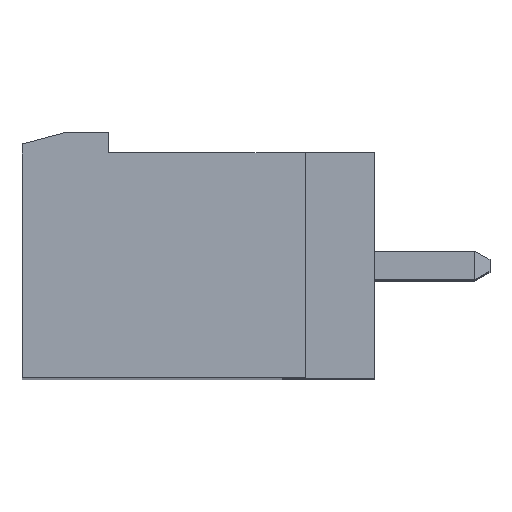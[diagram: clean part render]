
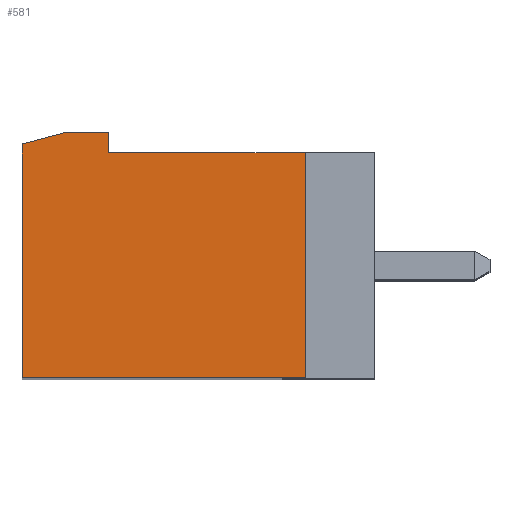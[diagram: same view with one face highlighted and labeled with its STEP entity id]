
A CAD part, top view. The second image highlights one B-rep face of the part: STEP entity #581.
In plain terms, the highlighted planar face has unit normal (0, 0, 1).
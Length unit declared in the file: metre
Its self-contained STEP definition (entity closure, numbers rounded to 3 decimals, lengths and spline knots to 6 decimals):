
#581=ADVANCED_FACE('',(#1251),#1252,.F.);
#1251=FACE_OUTER_BOUND('',#2011,.T.);
#1252=PLANE('',#2012);
#2011=EDGE_LOOP('',(#3597,#3598,#3599,#3600,#3601,#3602,#3603));
#2012=AXIS2_PLACEMENT_3D('',#3604,#3605,#3606);
#3597=ORIENTED_EDGE('',*,*,#5108,.F.);
#3598=ORIENTED_EDGE('',*,*,#4699,.F.);
#3599=ORIENTED_EDGE('',*,*,#5114,.F.);
#3600=ORIENTED_EDGE('',*,*,#5115,.F.);
#3601=ORIENTED_EDGE('',*,*,#5116,.F.);
#3602=ORIENTED_EDGE('',*,*,#4955,.F.);
#3603=ORIENTED_EDGE('',*,*,#4892,.F.);
#3604=CARTESIAN_POINT('',(0.197225,0.12481,0.04672));
#3605=DIRECTION('',(0.0,0.0,-1.0));
#3606=DIRECTION('',(0.0,-1.0,0.0));
#4699=EDGE_CURVE('',#5722,#5717,#5724,.T.);
#4892=EDGE_CURVE('',#6018,#6020,#6021,.T.);
#4955=EDGE_CURVE('',#6020,#6109,#6110,.T.);
#5108=EDGE_CURVE('',#5717,#6018,#6304,.T.);
#5114=EDGE_CURVE('',#6311,#5722,#6312,.T.);
#5115=EDGE_CURVE('',#6313,#6311,#6314,.T.);
#5116=EDGE_CURVE('',#6109,#6313,#6315,.T.);
#5717=VERTEX_POINT('',#7138);
#5722=VERTEX_POINT('',#7145);
#5724=LINE('',#7148,#7149);
#6018=VERTEX_POINT('',#7589);
#6020=VERTEX_POINT('',#7592);
#6021=LINE('',#7593,#7594);
#6109=VERTEX_POINT('',#7728);
#6110=LINE('',#7729,#7730);
#6304=LINE('',#8027,#8028);
#6311=VERTEX_POINT('',#8038);
#6312=LINE('',#8039,#8040);
#6313=VERTEX_POINT('',#8041);
#6314=LINE('',#8042,#8043);
#6315=LINE('',#8044,#8045);
#7138=CARTESIAN_POINT('',(0.197425,0.12471,0.04672));
#7145=CARTESIAN_POINT('',(0.195918,0.12471,0.04672));
#7148=CARTESIAN_POINT('',(0.197425,0.12471,0.04672));
#7149=VECTOR('',#8578,1.0);
#7589=CARTESIAN_POINT('',(0.197425,0.12401,0.04672));
#7592=CARTESIAN_POINT('',(0.204225,0.12401,0.04672));
#7593=CARTESIAN_POINT('',(0.204025,0.12401,0.04672));
#7594=VECTOR('',#8738,1.0);
#7728=CARTESIAN_POINT('',(0.204225,0.11621,0.04672));
#7729=CARTESIAN_POINT('',(0.204225,0.11621,0.04672));
#7730=VECTOR('',#8785,1.0);
#8027=CARTESIAN_POINT('',(0.197425,0.12431,0.04672));
#8028=VECTOR('',#8892,1.0);
#8038=CARTESIAN_POINT('',(0.194425,0.12431,0.04672));
#8039=CARTESIAN_POINT('',(0.195918,0.12471,0.04672));
#8040=VECTOR('',#8896,1.0);
#8041=CARTESIAN_POINT('',(0.194425,0.11621,0.04672));
#8042=CARTESIAN_POINT('',(0.194425,0.12441,0.04672));
#8043=VECTOR('',#8897,1.0);
#8044=CARTESIAN_POINT('',(0.194225,0.11621,0.04672));
#8045=VECTOR('',#8898,1.0);
#8578=DIRECTION('',(1.0,0.0,0.0));
#8738=DIRECTION('',(1.0,0.0,0.0));
#8785=DIRECTION('',(0.0,-1.0,0.0));
#8892=DIRECTION('',(0.,-1.0,0.0));
#8896=DIRECTION('',(0.966,0.259,0.0));
#8897=DIRECTION('',(0.0,1.0,0.0));
#8898=DIRECTION('',(-1.0,0.0,0.0));
